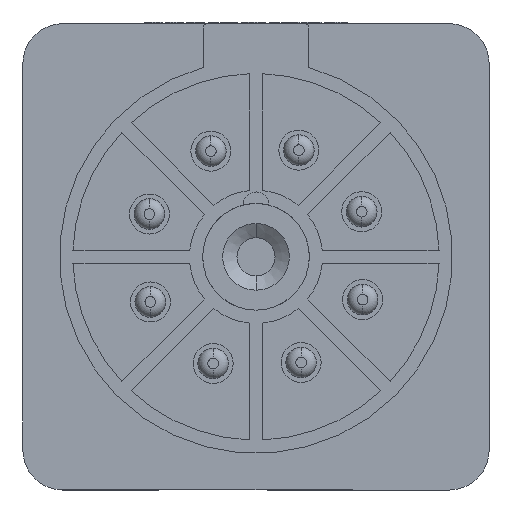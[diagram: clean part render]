
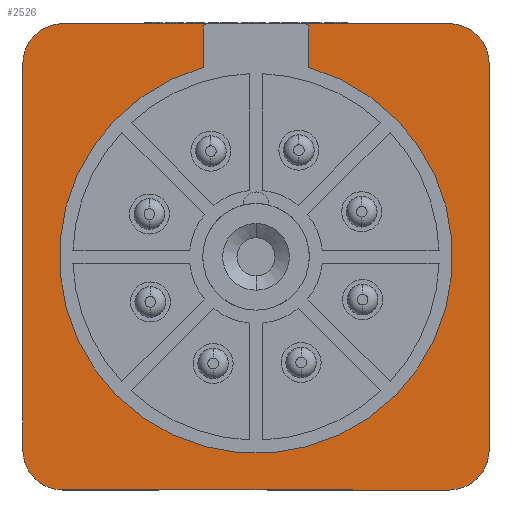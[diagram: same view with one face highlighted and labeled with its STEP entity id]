
A CAD part, front view. The second image highlights one B-rep face of the part: STEP entity #2526.
In plain terms, the highlighted planar face has unit normal (0, -1, 0).
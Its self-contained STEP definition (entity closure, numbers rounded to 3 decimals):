
#148 = DIRECTION ( 'NONE',  ( 0., 1., 0. ) ) ;
#173 = CARTESIAN_POINT ( 'NONE',  ( 3.945, -1.75, 14.217 ) ) ;
#242 = EDGE_CURVE ( 'NONE', #12734, #9146, #17703, .T. ) ;
#398 = CARTESIAN_POINT ( 'NONE',  ( 14.5, -1.75, -17.5 ) ) ;
#430 = ORIENTED_EDGE ( 'NONE', *, *, #13064, .F. ) ;
#567 = DIRECTION ( 'NONE',  ( 1., 0., 0. ) ) ;
#636 = CARTESIAN_POINT ( 'NONE',  ( -17.5, -1.75, 14.5 ) ) ;
#1063 = DIRECTION ( 'NONE',  ( 0., 0., -1. ) ) ;
#1203 = AXIS2_PLACEMENT_3D ( 'NONE', #2241, #2191, #2186 ) ;
#1570 = CARTESIAN_POINT ( 'NONE',  ( 0., -1.75, 0.002 ) ) ;
#1691 = DIRECTION ( 'NONE',  ( 0., 0., 1. ) ) ;
#1879 = EDGE_CURVE ( 'NONE', #6681, #15152, #14410, .T. ) ;
#2152 = VERTEX_POINT ( 'NONE', #16797 ) ;
#2186 = DIRECTION ( 'NONE',  ( 0., 0., -1. ) ) ;
#2191 = DIRECTION ( 'NONE',  ( 0., -1., 0. ) ) ;
#2202 = AXIS2_PLACEMENT_3D ( 'NONE', #8638, #18495, #10088 ) ;
#2241 = CARTESIAN_POINT ( 'NONE',  ( 3.695, -1.75, 17.25 ) ) ;
#2284 = CIRCLE ( 'NONE', #7471, 0.25 ) ;
#2285 = EDGE_CURVE ( 'NONE', #6066, #6729, #8956, .T. ) ;
#2526 = ADVANCED_FACE ( 'NONE', ( #16451 ), #11676, .F. ) ;
#2653 = VECTOR ( 'NONE', #5789, 1000. ) ;
#2682 = CARTESIAN_POINT ( 'NONE',  ( -3.695, -1.75, 17.25 ) ) ;
#2690 = VECTOR ( 'NONE', #5238, 1000. ) ;
#3078 = DIRECTION ( 'NONE',  ( 0., 0., -1. ) ) ;
#3099 = CIRCLE ( 'NONE', #13434, 14.752 ) ;
#3182 = CARTESIAN_POINT ( 'NONE',  ( 17.5, -1.75, 14.5 ) ) ;
#3207 = EDGE_CURVE ( 'NONE', #15152, #5072, #5721, .T. ) ;
#3251 = CARTESIAN_POINT ( 'NONE',  ( -14.5, -1.75, -17.5 ) ) ;
#3458 = ORIENTED_EDGE ( 'NONE', *, *, #14599, .F. ) ;
#3963 = DIRECTION ( 'NONE',  ( 0., 1., 0. ) ) ;
#4119 = CARTESIAN_POINT ( 'NONE',  ( -3.945, -1.75, 14.217 ) ) ;
#4182 = DIRECTION ( 'NONE',  ( 0., 0., -1. ) ) ;
#4332 = ORIENTED_EDGE ( 'NONE', *, *, #9661, .F. ) ;
#4460 = DIRECTION ( 'NONE',  ( 0., 0., -1. ) ) ;
#4541 = VERTEX_POINT ( 'NONE', #636 ) ;
#4573 = CIRCLE ( 'NONE', #2202, 3. ) ;
#5072 = VERTEX_POINT ( 'NONE', #11318 ) ;
#5238 = DIRECTION ( 'NONE',  ( 0., 0., 1. ) ) ;
#5261 = EDGE_CURVE ( 'NONE', #16577, #12734, #16066, .T. ) ;
#5714 = VECTOR ( 'NONE', #1063, 1000. ) ;
#5721 = LINE ( 'NONE', #3182, #8380 ) ;
#5789 = DIRECTION ( 'NONE',  ( -1., 0., 0. ) ) ;
#5847 = CARTESIAN_POINT ( 'NONE',  ( 14.5, -1.75, -17.5 ) ) ;
#5963 = VERTEX_POINT ( 'NONE', #398 ) ;
#6066 = VERTEX_POINT ( 'NONE', #7783 ) ;
#6077 = ORIENTED_EDGE ( 'NONE', *, *, #3207, .F. ) ;
#6086 = ORIENTED_EDGE ( 'NONE', *, *, #18377, .F. ) ;
#6491 = VERTEX_POINT ( 'NONE', #15712 ) ;
#6681 = VERTEX_POINT ( 'NONE', #17553 ) ;
#6729 = VERTEX_POINT ( 'NONE', #16815 ) ;
#6875 = CIRCLE ( 'NONE', #7268, 3. ) ;
#7250 = EDGE_CURVE ( 'NONE', #15173, #4541, #7542, .T. ) ;
#7268 = AXIS2_PLACEMENT_3D ( 'NONE', #8884, #148, #10351 ) ;
#7471 = AXIS2_PLACEMENT_3D ( 'NONE', #2682, #12765, #4182 ) ;
#7542 = LINE ( 'NONE', #12452, #2690 ) ;
#7768 = EDGE_CURVE ( 'NONE', #5963, #8296, #12311, .T. ) ;
#7783 = CARTESIAN_POINT ( 'NONE',  ( -14.5, -1.75, 17.5 ) ) ;
#7816 = EDGE_CURVE ( 'NONE', #2152, #16577, #3099, .T. ) ;
#8296 = VERTEX_POINT ( 'NONE', #3251 ) ;
#8380 = VECTOR ( 'NONE', #4460, 1000. ) ;
#8638 = CARTESIAN_POINT ( 'NONE',  ( 14.5, -1.75, -14.5 ) ) ;
#8706 = AXIS2_PLACEMENT_3D ( 'NONE', #17794, #17779, #17750 ) ;
#8884 = CARTESIAN_POINT ( 'NONE',  ( -14.5, -1.75, -14.5 ) ) ;
#8956 = LINE ( 'NONE', #14310, #13913 ) ;
#9002 = ORIENTED_EDGE ( 'NONE', *, *, #242, .F. ) ;
#9146 = VERTEX_POINT ( 'NONE', #15638 ) ;
#9554 = ORIENTED_EDGE ( 'NONE', *, *, #5261, .F. ) ;
#9661 = EDGE_CURVE ( 'NONE', #6491, #2152, #17877, .T. ) ;
#9709 = EDGE_CURVE ( 'NONE', #6729, #6491, #2284, .T. ) ;
#10088 = DIRECTION ( 'NONE',  ( 0., 0., 1. ) ) ;
#10351 = DIRECTION ( 'NONE',  ( 0., 0., 1. ) ) ;
#11318 = CARTESIAN_POINT ( 'NONE',  ( 17.5, -1.75, -14.5 ) ) ;
#11504 = DIRECTION ( 'NONE',  ( 0., 0., 1. ) ) ;
#11517 = CARTESIAN_POINT ( 'NONE',  ( -17.5, -1.75, -14.5 ) ) ;
#11544 = DIRECTION ( 'NONE',  ( 0., 1., 0. ) ) ;
#11549 = CARTESIAN_POINT ( 'NONE',  ( -14.5, -1.75, -14.5 ) ) ;
#11587 = LINE ( 'NONE', #13471, #13165 ) ;
#11591 = CIRCLE ( 'NONE', #13727, 3. ) ;
#11676 = PLANE ( 'NONE',  #16813 ) ;
#11682 = DIRECTION ( 'NONE',  ( 0., -1., 0. ) ) ;
#11816 = ORIENTED_EDGE ( 'NONE', *, *, #7250, .F. ) ;
#11820 = ORIENTED_EDGE ( 'NONE', *, *, #7816, .F. ) ;
#12311 = LINE ( 'NONE', #5847, #2653 ) ;
#12452 = CARTESIAN_POINT ( 'NONE',  ( -17.5, -1.75, 14.5 ) ) ;
#12545 = CARTESIAN_POINT ( 'NONE',  ( -14.5, -1.75, 14.5 ) ) ;
#12734 = VERTEX_POINT ( 'NONE', #18074 ) ;
#12765 = DIRECTION ( 'NONE',  ( 0., -1., 0. ) ) ;
#13064 = EDGE_CURVE ( 'NONE', #9146, #6681, #11587, .T. ) ;
#13165 = VECTOR ( 'NONE', #567, 1000. ) ;
#13434 = AXIS2_PLACEMENT_3D ( 'NONE', #1570, #11682, #3078 ) ;
#13471 = CARTESIAN_POINT ( 'NONE',  ( 14.5, -1.75, 17.5 ) ) ;
#13727 = AXIS2_PLACEMENT_3D ( 'NONE', #12545, #3963, #13951 ) ;
#13913 = VECTOR ( 'NONE', #14253, 1000. ) ;
#13951 = DIRECTION ( 'NONE',  ( 0., 0., -1. ) ) ;
#13955 = VECTOR ( 'NONE', #1691, 1000. ) ;
#14160 = ORIENTED_EDGE ( 'NONE', *, *, #14820, .F. ) ;
#14253 = DIRECTION ( 'NONE',  ( 1., 0., 0. ) ) ;
#14310 = CARTESIAN_POINT ( 'NONE',  ( 14.5, -1.75, 17.5 ) ) ;
#14410 = CIRCLE ( 'NONE', #8706, 3. ) ;
#14599 = EDGE_CURVE ( 'NONE', #4541, #6066, #11591, .T. ) ;
#14820 = EDGE_CURVE ( 'NONE', #8296, #15173, #6875, .T. ) ;
#14943 = ORIENTED_EDGE ( 'NONE', *, *, #7768, .F. ) ;
#14963 = ORIENTED_EDGE ( 'NONE', *, *, #1879, .F. ) ;
#15152 = VERTEX_POINT ( 'NONE', #18380 ) ;
#15173 = VERTEX_POINT ( 'NONE', #11517 ) ;
#15600 = EDGE_LOOP ( 'NONE', ( #17524, #16220, #3458, #11816, #14160, #14943, #6086, #6077, #14963, #430, #9002, #9554, #11820, #4332 ) ) ;
#15638 = CARTESIAN_POINT ( 'NONE',  ( 3.695, -1.75, 17.5 ) ) ;
#15712 = CARTESIAN_POINT ( 'NONE',  ( -3.945, -1.75, 17.25 ) ) ;
#15948 = CARTESIAN_POINT ( 'NONE',  ( 3.945, -1.75, 14.217 ) ) ;
#16066 = LINE ( 'NONE', #173, #13955 ) ;
#16220 = ORIENTED_EDGE ( 'NONE', *, *, #2285, .F. ) ;
#16451 = FACE_OUTER_BOUND ( 'NONE', #15600, .T. ) ;
#16577 = VERTEX_POINT ( 'NONE', #15948 ) ;
#16797 = CARTESIAN_POINT ( 'NONE',  ( -3.945, -1.75, 14.217 ) ) ;
#16813 = AXIS2_PLACEMENT_3D ( 'NONE', #11549, #11544, #11504 ) ;
#16815 = CARTESIAN_POINT ( 'NONE',  ( -3.695, -1.75, 17.5 ) ) ;
#17524 = ORIENTED_EDGE ( 'NONE', *, *, #9709, .F. ) ;
#17553 = CARTESIAN_POINT ( 'NONE',  ( 14.5, -1.75, 17.5 ) ) ;
#17703 = CIRCLE ( 'NONE', #1203, 0.25 ) ;
#17750 = DIRECTION ( 'NONE',  ( 0., 0., 1. ) ) ;
#17779 = DIRECTION ( 'NONE',  ( 0., 1., 0. ) ) ;
#17794 = CARTESIAN_POINT ( 'NONE',  ( 14.5, -1.75, 14.5 ) ) ;
#17877 = LINE ( 'NONE', #4119, #5714 ) ;
#18074 = CARTESIAN_POINT ( 'NONE',  ( 3.945, -1.75, 17.25 ) ) ;
#18377 = EDGE_CURVE ( 'NONE', #5072, #5963, #4573, .T. ) ;
#18380 = CARTESIAN_POINT ( 'NONE',  ( 17.5, -1.75, 14.5 ) ) ;
#18495 = DIRECTION ( 'NONE',  ( 0., 1., 0. ) ) ;
